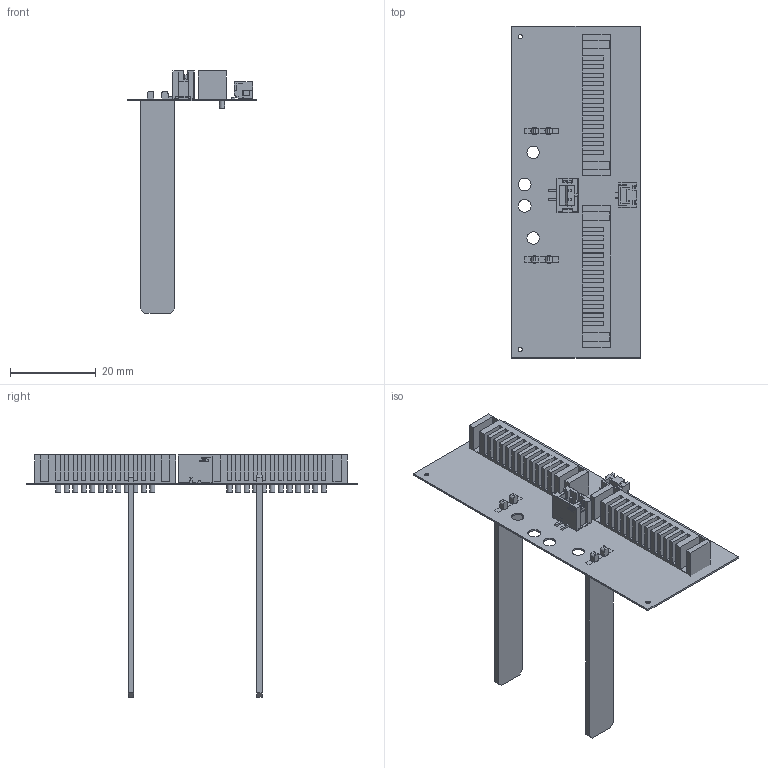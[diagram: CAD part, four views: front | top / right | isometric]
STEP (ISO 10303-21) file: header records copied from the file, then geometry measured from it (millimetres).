
FILE_DESCRIPTION(('Open CASCADE Model'),'2;1');
FILE_NAME('Open CASCADE Shape Model','2024-09-24T17:45:12',('Author'),( 'Open CASCADE'),'Open CASCADE STEP processor 7.5','Open CASCADE 7.5' ,'Unknown');
FILE_SCHEMA(('AUTOMOTIVE_DESIGN { 1 0 10303 214 1 1 1 1 }'));
Length unit declared in the file: millimetre
Products named in the file (23): PCB; Board; Open CASCADE STEP translator 7.5 1.1.1; J6; Conn_JST_B2B-PH-SM4-TB_LF_SN_eec; 1; 2; 3; 4; Notch; JST; J5; Conn_JST_BM02B-GVHS-TB_LF_SN_eec; body; terminal; mtn; logo; J2; Pin_Female; J1; J4; LRBP50S; J3
Assembly tree (24 placements, depth 4):
  PCB
    Board
      Open CASCADE STEP translator 7.5 1.1.1
    J6
      Conn_JST_B2B-PH-SM4-TB_LF_SN_eec
        1
        2
        3
        4
        Notch
        JST
    J5
      Conn_JST_BM02B-GVHS-TB_LF_SN_eec
        body
        terminal
        mtn
        logo
    J2
      Pin_Female
    J1
      Pin_Female
    J4
      LRBP50S
    J3
      LRBP50S
Bounding box: 30 x 77.5 x 56.6 mm (x, y, z)
Volume: 4157.3 mm3; surface area: 11033.5 mm2
Topology: 25 solids, 25 shells, 1046 faces, 2512 edges, 1536 vertices
Faces by surface type: plane 432, cylinder 341, bspline 127, sphere 96, torus 50
Full cylindrical faces by diameter (mm): 1 x2, 1.2 x48, 1.8 x4, 2.5 x4, 2.9 x2, 3 x2
Entity records: 29182 total; most frequent: CARTESIAN_POINT 6177, ORIENTED_EDGE 4450, DIRECTION 4351, EDGE_CURVE 2225, AXIS2_PLACEMENT_3D 1532, VERTEX_POINT 1344, LINE 1287, VECTOR 1287
